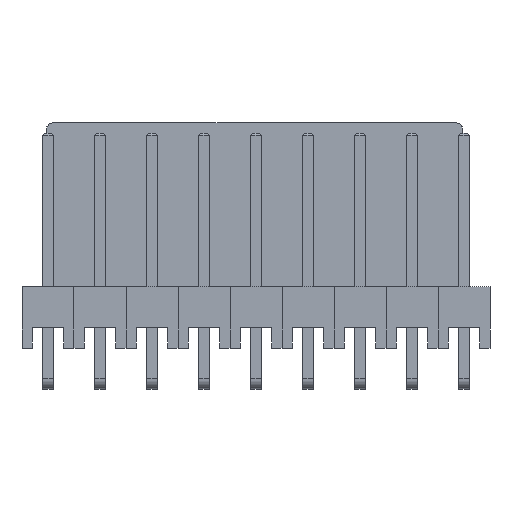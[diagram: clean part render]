
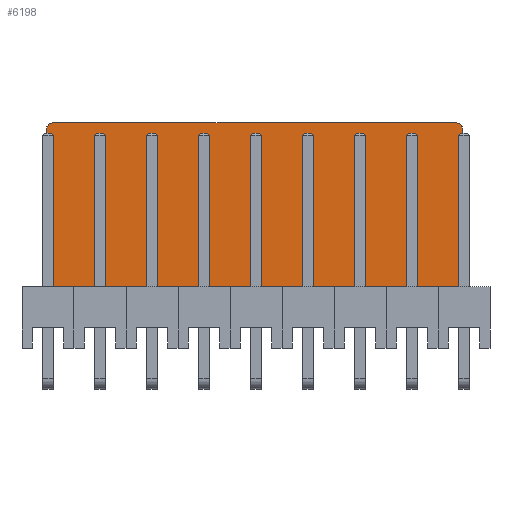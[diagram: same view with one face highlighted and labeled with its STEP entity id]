
A CAD part, front view. The second image highlights one B-rep face of the part: STEP entity #6198.
In plain terms, the highlighted face is planar.
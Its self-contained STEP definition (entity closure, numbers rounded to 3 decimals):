
#5848 = PLANE('',#5849);
#5849 = AXIS2_PLACEMENT_3D('',#5850,#5851,#5852);
#5850 = CARTESIAN_POINT('',(21.52,3.,0.));
#5851 = DIRECTION('',(-1.,0.,0.));
#5852 = DIRECTION('',(0.,1.,0.));
#5873 = VERTEX_POINT('',#5874);
#5874 = CARTESIAN_POINT('',(21.52,3.,1.));
#5888 = PLANE('',#5889);
#5889 = AXIS2_PLACEMENT_3D('',#5890,#5891,#5892);
#5890 = CARTESIAN_POINT('',(1.2,3.,0.));
#5891 = DIRECTION('',(0.,1.,0.));
#5892 = DIRECTION('',(1.,0.,0.));
#5900 = EDGE_CURVE('',#5873,#5901,#5903,.T.);
#5901 = VERTEX_POINT('',#5902);
#5902 = CARTESIAN_POINT('',(21.52,10.7,1.));
#5903 = SURFACE_CURVE('',#5904,(#5908,#5915),.PCURVE_S1.);
#5904 = LINE('',#5905,#5906);
#5905 = CARTESIAN_POINT('',(21.52,3.,1.));
#5906 = VECTOR('',#5907,1.);
#5907 = DIRECTION('',(0.,1.,0.));
#5908 = PCURVE('',#5848,#5909);
#5909 = DEFINITIONAL_REPRESENTATION('',(#5910),#5914);
#5910 = LINE('',#5911,#5912);
#5911 = CARTESIAN_POINT('',(0.,-1.));
#5912 = VECTOR('',#5913,1.);
#5913 = DIRECTION('',(1.,0.));
#5914 = ( GEOMETRIC_REPRESENTATION_CONTEXT(2) 
PARAMETRIC_REPRESENTATION_CONTEXT() REPRESENTATION_CONTEXT('2D SPACE',''
  ) );
#5915 = PCURVE('',#5916,#5921);
#5916 = PLANE('',#5917);
#5917 = AXIS2_PLACEMENT_3D('',#5918,#5919,#5920);
#5918 = CARTESIAN_POINT('',(21.52,3.,1.));
#5919 = DIRECTION('',(0.,0.,-1.));
#5920 = DIRECTION('',(0.,1.,0.));
#5921 = DEFINITIONAL_REPRESENTATION('',(#5922),#5926);
#5922 = LINE('',#5923,#5924);
#5923 = CARTESIAN_POINT('',(0.,0.));
#5924 = VECTOR('',#5925,1.);
#5925 = DIRECTION('',(1.,0.));
#5926 = ( GEOMETRIC_REPRESENTATION_CONTEXT(2) 
PARAMETRIC_REPRESENTATION_CONTEXT() REPRESENTATION_CONTEXT('2D SPACE',''
  ) );
#5942 = CYLINDRICAL_SURFACE('',#5943,0.3);
#5943 = AXIS2_PLACEMENT_3D('',#5944,#5945,#5946);
#5944 = CARTESIAN_POINT('',(21.22,10.7,0.));
#5945 = DIRECTION('',(0.,0.,1.));
#5946 = DIRECTION('',(1.,0.,-0.));
#5997 = PLANE('',#5998);
#5998 = AXIS2_PLACEMENT_3D('',#5999,#6000,#6001);
#5999 = CARTESIAN_POINT('',(1.2,11.,0.));
#6000 = DIRECTION('',(1.,0.,0.));
#6001 = DIRECTION('',(0.,-1.,0.));
#6030 = CYLINDRICAL_SURFACE('',#6031,0.3);
#6031 = AXIS2_PLACEMENT_3D('',#6032,#6033,#6034);
#6032 = CARTESIAN_POINT('',(1.5,10.7,0.));
#6033 = DIRECTION('',(0.,0.,1.));
#6034 = DIRECTION('',(-0.,1.,0.));
#6058 = PLANE('',#6059);
#6059 = AXIS2_PLACEMENT_3D('',#6060,#6061,#6062);
#6060 = CARTESIAN_POINT('',(21.52,11.,0.));
#6061 = DIRECTION('',(0.,-1.,0.));
#6062 = DIRECTION('',(-1.,0.,0.));
#6101 = VERTEX_POINT('',#6102);
#6102 = CARTESIAN_POINT('',(21.22,11.,1.));
#6123 = EDGE_CURVE('',#5901,#6101,#6124,.T.);
#6124 = SURFACE_CURVE('',#6125,(#6130,#6137),.PCURVE_S1.);
#6125 = CIRCLE('',#6126,0.3);
#6126 = AXIS2_PLACEMENT_3D('',#6127,#6128,#6129);
#6127 = CARTESIAN_POINT('',(21.22,10.7,1.));
#6128 = DIRECTION('',(0.,0.,1.));
#6129 = DIRECTION('',(0.,-1.,0.));
#6130 = PCURVE('',#5942,#6131);
#6131 = DEFINITIONAL_REPRESENTATION('',(#6132),#6136);
#6132 = LINE('',#6133,#6134);
#6133 = CARTESIAN_POINT('',(-1.571,1.));
#6134 = VECTOR('',#6135,1.);
#6135 = DIRECTION('',(1.,0.));
#6136 = ( GEOMETRIC_REPRESENTATION_CONTEXT(2) 
PARAMETRIC_REPRESENTATION_CONTEXT() REPRESENTATION_CONTEXT('2D SPACE',''
  ) );
#6137 = PCURVE('',#5916,#6138);
#6138 = DEFINITIONAL_REPRESENTATION('',(#6139),#6147);
#6139 = ( BOUNDED_CURVE() B_SPLINE_CURVE(2,(#6140,#6141,#6142,#6143,
#6144,#6145,#6146),.UNSPECIFIED.,.F.,.F.) B_SPLINE_CURVE_WITH_KNOTS((1,2
    ,2,2,2,1),(-2.094,0.,2.094,4.189,
6.283,8.378),.UNSPECIFIED.) CURVE() 
GEOMETRIC_REPRESENTATION_ITEM() RATIONAL_B_SPLINE_CURVE((1.,0.5,1.,0.5,
1.,0.5,1.)) REPRESENTATION_ITEM('') );
#6140 = CARTESIAN_POINT('',(7.4,-0.3));
#6141 = CARTESIAN_POINT('',(7.4,0.22));
#6142 = CARTESIAN_POINT('',(7.85,-0.04));
#6143 = CARTESIAN_POINT('',(8.3,-0.3));
#6144 = CARTESIAN_POINT('',(7.85,-0.56));
#6145 = CARTESIAN_POINT('',(7.4,-0.82));
#6146 = CARTESIAN_POINT('',(7.4,-0.3));
#6147 = ( GEOMETRIC_REPRESENTATION_CONTEXT(2) 
PARAMETRIC_REPRESENTATION_CONTEXT() REPRESENTATION_CONTEXT('2D SPACE',''
  ) );
#6154 = VERTEX_POINT('',#6155);
#6155 = CARTESIAN_POINT('',(1.2,3.,1.));
#6176 = EDGE_CURVE('',#6154,#5873,#6177,.T.);
#6177 = SURFACE_CURVE('',#6178,(#6182,#6189),.PCURVE_S1.);
#6178 = LINE('',#6179,#6180);
#6179 = CARTESIAN_POINT('',(1.2,3.,1.));
#6180 = VECTOR('',#6181,1.);
#6181 = DIRECTION('',(1.,0.,0.));
#6182 = PCURVE('',#5888,#6183);
#6183 = DEFINITIONAL_REPRESENTATION('',(#6184),#6188);
#6184 = LINE('',#6185,#6186);
#6185 = CARTESIAN_POINT('',(0.,-1.));
#6186 = VECTOR('',#6187,1.);
#6187 = DIRECTION('',(1.,0.));
#6188 = ( GEOMETRIC_REPRESENTATION_CONTEXT(2) 
PARAMETRIC_REPRESENTATION_CONTEXT() REPRESENTATION_CONTEXT('2D SPACE',''
  ) );
#6189 = PCURVE('',#5916,#6190);
#6190 = DEFINITIONAL_REPRESENTATION('',(#6191),#6195);
#6191 = LINE('',#6192,#6193);
#6192 = CARTESIAN_POINT('',(0.,-20.32));
#6193 = VECTOR('',#6194,1.);
#6194 = DIRECTION('',(0.,1.));
#6195 = ( GEOMETRIC_REPRESENTATION_CONTEXT(2) 
PARAMETRIC_REPRESENTATION_CONTEXT() REPRESENTATION_CONTEXT('2D SPACE',''
  ) );
#6198 = ADVANCED_FACE('',(#6199),#5916,.F.);
#6199 = FACE_BOUND('',#6200,.F.);
#6200 = EDGE_LOOP('',(#6201,#6202,#6203,#6226,#6254,#6275));
#6201 = ORIENTED_EDGE('',*,*,#5900,.F.);
#6202 = ORIENTED_EDGE('',*,*,#6176,.F.);
#6203 = ORIENTED_EDGE('',*,*,#6204,.F.);
#6204 = EDGE_CURVE('',#6205,#6154,#6207,.T.);
#6205 = VERTEX_POINT('',#6206);
#6206 = CARTESIAN_POINT('',(1.2,10.7,1.));
#6207 = SURFACE_CURVE('',#6208,(#6212,#6219),.PCURVE_S1.);
#6208 = LINE('',#6209,#6210);
#6209 = CARTESIAN_POINT('',(1.2,11.,1.));
#6210 = VECTOR('',#6211,1.);
#6211 = DIRECTION('',(0.,-1.,0.));
#6212 = PCURVE('',#5916,#6213);
#6213 = DEFINITIONAL_REPRESENTATION('',(#6214),#6218);
#6214 = LINE('',#6215,#6216);
#6215 = CARTESIAN_POINT('',(8.,-20.32));
#6216 = VECTOR('',#6217,1.);
#6217 = DIRECTION('',(-1.,0.));
#6218 = ( GEOMETRIC_REPRESENTATION_CONTEXT(2) 
PARAMETRIC_REPRESENTATION_CONTEXT() REPRESENTATION_CONTEXT('2D SPACE',''
  ) );
#6219 = PCURVE('',#5997,#6220);
#6220 = DEFINITIONAL_REPRESENTATION('',(#6221),#6225);
#6221 = LINE('',#6222,#6223);
#6222 = CARTESIAN_POINT('',(0.,-1.));
#6223 = VECTOR('',#6224,1.);
#6224 = DIRECTION('',(1.,0.));
#6225 = ( GEOMETRIC_REPRESENTATION_CONTEXT(2) 
PARAMETRIC_REPRESENTATION_CONTEXT() REPRESENTATION_CONTEXT('2D SPACE',''
  ) );
#6226 = ORIENTED_EDGE('',*,*,#6227,.F.);
#6227 = EDGE_CURVE('',#6228,#6205,#6230,.T.);
#6228 = VERTEX_POINT('',#6229);
#6229 = CARTESIAN_POINT('',(1.5,11.,1.));
#6230 = SURFACE_CURVE('',#6231,(#6236,#6247),.PCURVE_S1.);
#6231 = CIRCLE('',#6232,0.3);
#6232 = AXIS2_PLACEMENT_3D('',#6233,#6234,#6235);
#6233 = CARTESIAN_POINT('',(1.5,10.7,1.));
#6234 = DIRECTION('',(0.,0.,1.));
#6235 = DIRECTION('',(0.,-1.,0.));
#6236 = PCURVE('',#5916,#6237);
#6237 = DEFINITIONAL_REPRESENTATION('',(#6238),#6246);
#6238 = ( BOUNDED_CURVE() B_SPLINE_CURVE(2,(#6239,#6240,#6241,#6242,
#6243,#6244,#6245),.UNSPECIFIED.,.F.,.F.) B_SPLINE_CURVE_WITH_KNOTS((1,2
    ,2,2,2,1),(-2.094,0.,2.094,4.189,
6.283,8.378),.UNSPECIFIED.) CURVE() 
GEOMETRIC_REPRESENTATION_ITEM() RATIONAL_B_SPLINE_CURVE((1.,0.5,1.,0.5,
1.,0.5,1.)) REPRESENTATION_ITEM('') );
#6239 = CARTESIAN_POINT('',(7.4,-20.02));
#6240 = CARTESIAN_POINT('',(7.4,-19.5));
#6241 = CARTESIAN_POINT('',(7.85,-19.76));
#6242 = CARTESIAN_POINT('',(8.3,-20.02));
#6243 = CARTESIAN_POINT('',(7.85,-20.28));
#6244 = CARTESIAN_POINT('',(7.4,-20.54));
#6245 = CARTESIAN_POINT('',(7.4,-20.02));
#6246 = ( GEOMETRIC_REPRESENTATION_CONTEXT(2) 
PARAMETRIC_REPRESENTATION_CONTEXT() REPRESENTATION_CONTEXT('2D SPACE',''
  ) );
#6247 = PCURVE('',#6030,#6248);
#6248 = DEFINITIONAL_REPRESENTATION('',(#6249),#6253);
#6249 = LINE('',#6250,#6251);
#6250 = CARTESIAN_POINT('',(-3.142,1.));
#6251 = VECTOR('',#6252,1.);
#6252 = DIRECTION('',(1.,0.));
#6253 = ( GEOMETRIC_REPRESENTATION_CONTEXT(2) 
PARAMETRIC_REPRESENTATION_CONTEXT() REPRESENTATION_CONTEXT('2D SPACE',''
  ) );
#6254 = ORIENTED_EDGE('',*,*,#6255,.F.);
#6255 = EDGE_CURVE('',#6101,#6228,#6256,.T.);
#6256 = SURFACE_CURVE('',#6257,(#6261,#6268),.PCURVE_S1.);
#6257 = LINE('',#6258,#6259);
#6258 = CARTESIAN_POINT('',(21.52,11.,1.));
#6259 = VECTOR('',#6260,1.);
#6260 = DIRECTION('',(-1.,0.,0.));
#6261 = PCURVE('',#5916,#6262);
#6262 = DEFINITIONAL_REPRESENTATION('',(#6263),#6267);
#6263 = LINE('',#6264,#6265);
#6264 = CARTESIAN_POINT('',(8.,0.));
#6265 = VECTOR('',#6266,1.);
#6266 = DIRECTION('',(0.,-1.));
#6267 = ( GEOMETRIC_REPRESENTATION_CONTEXT(2) 
PARAMETRIC_REPRESENTATION_CONTEXT() REPRESENTATION_CONTEXT('2D SPACE',''
  ) );
#6268 = PCURVE('',#6058,#6269);
#6269 = DEFINITIONAL_REPRESENTATION('',(#6270),#6274);
#6270 = LINE('',#6271,#6272);
#6271 = CARTESIAN_POINT('',(0.,-1.));
#6272 = VECTOR('',#6273,1.);
#6273 = DIRECTION('',(1.,0.));
#6274 = ( GEOMETRIC_REPRESENTATION_CONTEXT(2) 
PARAMETRIC_REPRESENTATION_CONTEXT() REPRESENTATION_CONTEXT('2D SPACE',''
  ) );
#6275 = ORIENTED_EDGE('',*,*,#6123,.F.);
